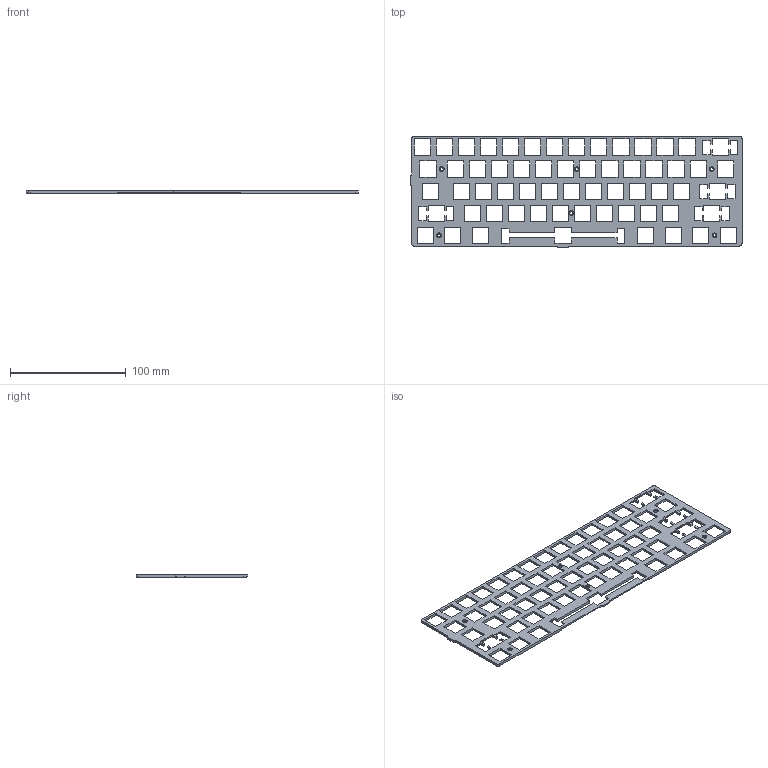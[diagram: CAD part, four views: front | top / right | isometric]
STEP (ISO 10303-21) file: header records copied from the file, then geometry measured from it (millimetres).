
FILE_DESCRIPTION(('HOOPS Exchange Step'),'2;1');
FILE_NAME('temp_export','2025-05-11T22:22:56+08:00',('13271'),('Shapr3D Limited'),'HOOPS Exchange 2024.8','Shapr3D','Authorized');
FILE_SCHEMA( ('AP242_MANAGED_MODEL_BASED_3D_ENGINEERING_MIM_LF {1 0 10303 442 1 1 4}') );
Length unit declared in the file: millimetre
Products named in the file (1): root
Bounding box: 286.88 x 96.47 x 2.2 mm (x, y, z)
Volume: 28670.2 mm3; surface area: 37968.6 mm2
Topology: 1 solids, 1 shells, 629 faces, 1875 edges, 1253 vertices
Faces by surface type: plane 609, cylinder 20
Full cylindrical faces by diameter (mm): 2.6 x6, 4 x6
Entity records: 21034 total; most frequent: CARTESIAN_POINT 3759, ORIENTED_EDGE 3750, DIRECTION 3186, EDGE_CURVE 1875, VECTOR 1826, LINE 1826, VERTEX_POINT 1253, EDGE_LOOP 768
